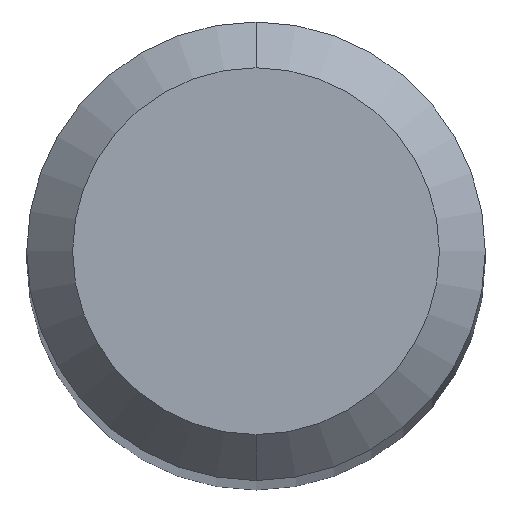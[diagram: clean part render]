
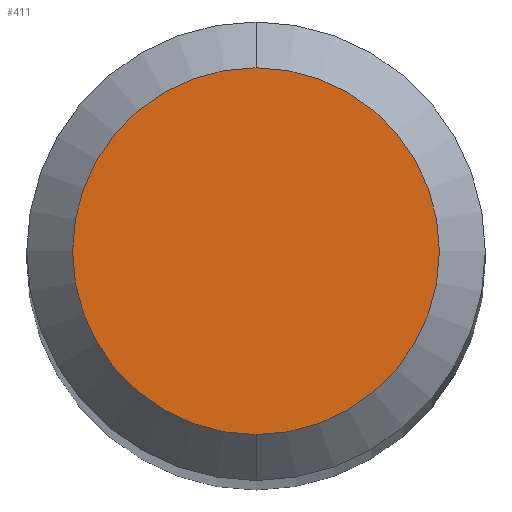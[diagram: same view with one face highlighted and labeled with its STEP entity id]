
A CAD part, top view. The second image highlights one B-rep face of the part: STEP entity #411.
In plain terms, the highlighted planar face has unit normal (0, 0, 1).
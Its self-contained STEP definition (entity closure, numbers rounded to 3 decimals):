
#211=EDGE_CURVE('',#295,#397,#513,.T.);
#295=VERTEX_POINT('',#604);
#345=EDGE_CURVE('',#397,#295,#659,.T.);
#397=VERTEX_POINT('',#717);
#411=ADVANCED_FACE('',(#733),#734,.T.);
#513=CIRCLE('',#863,1.2);
#604=CARTESIAN_POINT('',(0.0,1.2,0.0));
#659=CIRCLE('',#1153,1.2);
#717=CARTESIAN_POINT('',(0.,-1.2,0.0));
#733=FACE_OUTER_BOUND('',#1287,.T.);
#734=PLANE('',#1288);
#863=AXIS2_PLACEMENT_3D('',#1453,#1454,#1455);
#1153=AXIS2_PLACEMENT_3D('',#1599,#1600,#1601);
#1287=EDGE_LOOP('',(#1709,#1710));
#1288=AXIS2_PLACEMENT_3D('',#1711,#1712,#1713);
#1453=CARTESIAN_POINT('',(0.0,0.0,0.0));
#1454=DIRECTION('',(0.0,0.0,-1.0));
#1455=DIRECTION('',(0.0,1.0,0.0));
#1599=CARTESIAN_POINT('',(0.0,0.0,0.0));
#1600=DIRECTION('',(0.0,0.0,-1.0));
#1601=DIRECTION('',(0.0,1.0,0.0));
#1709=ORIENTED_EDGE('',*,*,#211,.F.);
#1710=ORIENTED_EDGE('',*,*,#345,.F.);
#1711=CARTESIAN_POINT('',(0.0,0.6,0.0));
#1712=DIRECTION('',(-0.0,0.0,1.0));
#1713=DIRECTION('',(0.0,-1.0,0.0));
